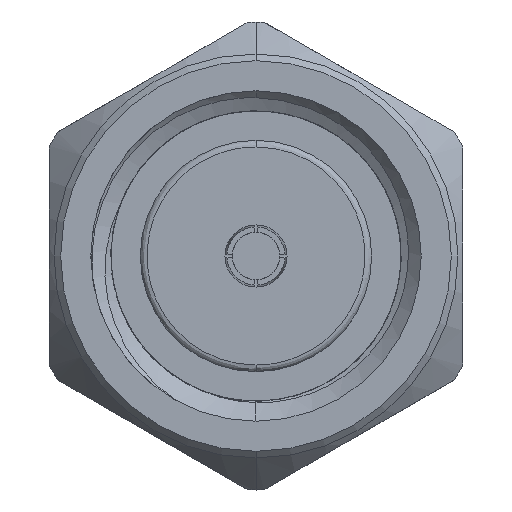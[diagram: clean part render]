
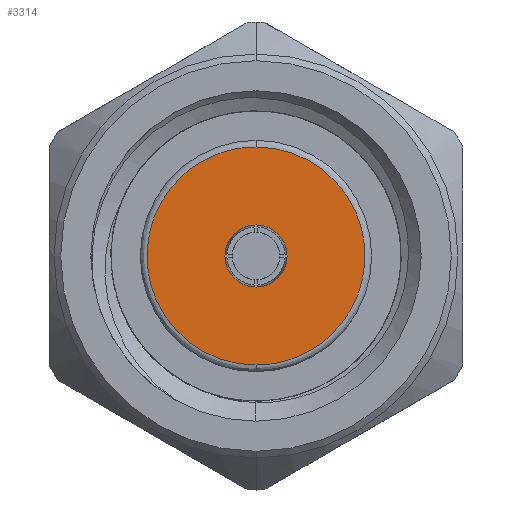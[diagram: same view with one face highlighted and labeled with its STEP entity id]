
A CAD part, left-side view. The second image highlights one B-rep face of the part: STEP entity #3314.
In plain terms, the highlighted planar face has unit normal (-1, 0, 0).
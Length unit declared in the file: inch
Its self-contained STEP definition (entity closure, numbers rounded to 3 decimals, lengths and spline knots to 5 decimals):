
#101 = DIRECTION ( 'NONE',  ( 0., 0., -1. ) ) ;
#162 = DIRECTION ( 'NONE',  ( 0., 0., -1. ) ) ;
#215 = EDGE_CURVE ( 'NONE', #829, #347, #1507, .T. ) ;
#347 = VERTEX_POINT ( 'NONE', #866 ) ;
#406 = CARTESIAN_POINT ( 'NONE',  ( 0.11, 0., -0.0825 ) ) ;
#432 = CIRCLE ( 'NONE', #4539, 0.0235 ) ;
#505 = FACE_BOUND ( 'NONE', #2293, .T. ) ;
#535 = FACE_OUTER_BOUND ( 'NONE', #1889, .T. ) ;
#735 = ORIENTED_EDGE ( 'NONE', *, *, #2921, .F. ) ;
#744 = VERTEX_POINT ( 'NONE', #909 ) ;
#761 = CARTESIAN_POINT ( 'NONE',  ( 0.11, 0., -0.0825 ) ) ;
#829 = VERTEX_POINT ( 'NONE', #1924 ) ;
#866 = CARTESIAN_POINT ( 'NONE',  ( 0.11, 0., -0.0825 ) ) ;
#909 = CARTESIAN_POINT ( 'NONE',  ( 0.11, 0., 0.0235 ) ) ;
#1048 = AXIS2_PLACEMENT_3D ( 'NONE', #4769, #2648, #162 ) ;
#1058 = AXIS2_PLACEMENT_3D ( 'NONE', #1809, #1752, #101 ) ;
#1059 = DIRECTION ( 'NONE',  ( 0., 0., -1. ) ) ;
#1389 = ORIENTED_EDGE ( 'NONE', *, *, #2474, .F. ) ;
#1507 =( BOUNDED_CURVE ( )  B_SPLINE_CURVE ( 3, ( #2059, #2487, #4154, #406 ),
 .UNSPECIFIED., .F., .F. ) 
 B_SPLINE_CURVE_WITH_KNOTS ( ( 4, 4 ),
 ( 0., 1. ),
 .UNSPECIFIED. ) 
 CURVE ( )  GEOMETRIC_REPRESENTATION_ITEM ( )  RATIONAL_B_SPLINE_CURVE ( ( 1., 0.333, 0.333, 1. ) ) 
 REPRESENTATION_ITEM ( '' )  );
#1574 =( BOUNDED_CURVE ( )  B_SPLINE_CURVE ( 3, ( #761, #2429, #4099, #2180 ),
 .UNSPECIFIED., .F., .T. ) 
 B_SPLINE_CURVE_WITH_KNOTS ( ( 4, 4 ),
 ( 0., 1. ),
 .UNSPECIFIED. ) 
 CURVE ( )  GEOMETRIC_REPRESENTATION_ITEM ( )  RATIONAL_B_SPLINE_CURVE ( ( 1., 0.333, 0.333, 1. ) ) 
 REPRESENTATION_ITEM ( '' )  );
#1752 = DIRECTION ( 'NONE',  ( 1., 0., 0. ) ) ;
#1809 = CARTESIAN_POINT ( 'NONE',  ( 0.11, 0., 0. ) ) ;
#1889 = EDGE_LOOP ( 'NONE', ( #1389, #2796 ) ) ;
#1924 = CARTESIAN_POINT ( 'NONE',  ( 0.11, 0., 0.0825 ) ) ;
#2059 = CARTESIAN_POINT ( 'NONE',  ( 0.11, 0., 0.0825 ) ) ;
#2180 = CARTESIAN_POINT ( 'NONE',  ( 0.11, 0., 0.0825 ) ) ;
#2293 = EDGE_LOOP ( 'NONE', ( #4637, #735 ) ) ;
#2429 = CARTESIAN_POINT ( 'NONE',  ( 0.11, 0.165, -0.0825 ) ) ;
#2474 = EDGE_CURVE ( 'NONE', #347, #829, #1574, .T. ) ;
#2487 = CARTESIAN_POINT ( 'NONE',  ( 0.11, -0.165, 0.0825 ) ) ;
#2647 = PLANE ( 'NONE',  #1058 ) ;
#2648 = DIRECTION ( 'NONE',  ( -1., 0., 0. ) ) ;
#2662 = EDGE_CURVE ( 'NONE', #3786, #744, #5412, .T. ) ;
#2796 = ORIENTED_EDGE ( 'NONE', *, *, #215, .F. ) ;
#2921 = EDGE_CURVE ( 'NONE', #744, #3786, #432, .T. ) ;
#3211 = CARTESIAN_POINT ( 'NONE',  ( 0.11, 0., -0.0235 ) ) ;
#3314 = ADVANCED_FACE ( 'NONE', ( #505, #535 ), #2647, .F. ) ;
#3786 = VERTEX_POINT ( 'NONE', #3211 ) ;
#4099 = CARTESIAN_POINT ( 'NONE',  ( 0.11, 0.165, 0.0825 ) ) ;
#4154 = CARTESIAN_POINT ( 'NONE',  ( 0.11, -0.165, -0.0825 ) ) ;
#4280 = DIRECTION ( 'NONE',  ( -1., 0., 0. ) ) ;
#4539 = AXIS2_PLACEMENT_3D ( 'NONE', #5197, #4280, #1059 ) ;
#4637 = ORIENTED_EDGE ( 'NONE', *, *, #2662, .F. ) ;
#4769 = CARTESIAN_POINT ( 'NONE',  ( 0.11, 0., 0. ) ) ;
#5197 = CARTESIAN_POINT ( 'NONE',  ( 0.11, 0., 0. ) ) ;
#5412 = CIRCLE ( 'NONE', #1048, 0.0235 ) ;
